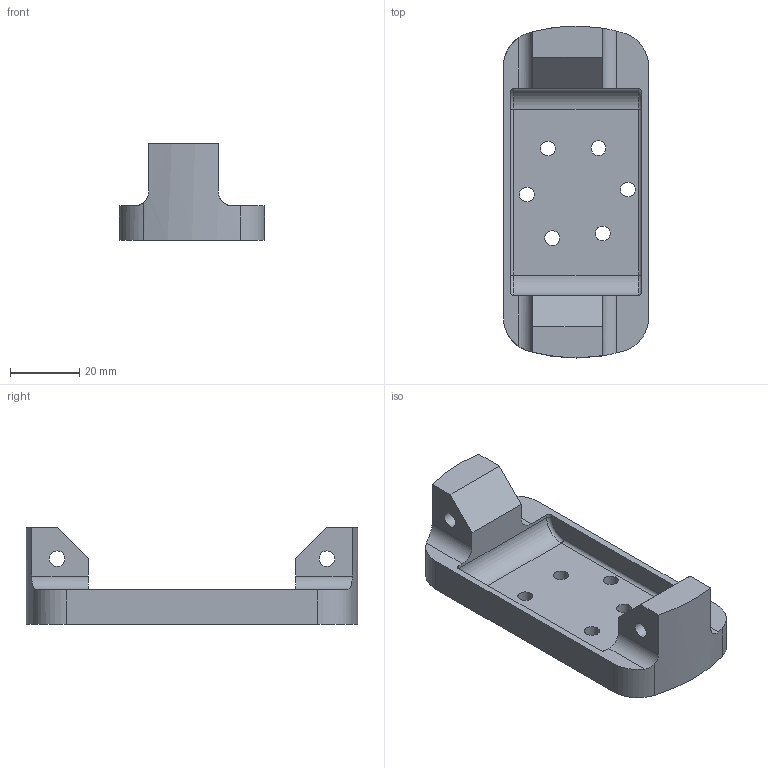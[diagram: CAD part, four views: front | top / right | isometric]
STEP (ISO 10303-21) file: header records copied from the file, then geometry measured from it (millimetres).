
FILE_DESCRIPTION(/* description */ (''),/* implementation_level */ '2;1');
FILE_NAME(/* name */ '2023.001.031.004 - Кронштейн.stp',/* time_stamp */ '2023-11-01T20:46:04+03:00',/* author */ (''),/* organization */ (''),/* preprocessor_version */ 'ST-DEVELOPER v16.7',/* originating_system */ 'SIEMENS PLM Software NX 12.0',/* authorisation */ '');
FILE_SCHEMA (('AUTOMOTIVE_DESIGN { 1 0 10303 214 3 1 1 1 }'));
Length unit declared in the file: millimetre
Products named in the file (1): 2023.001.031.004 - Кронштейн
Bounding box: 42 x 96 x 28 mm (x, y, z)
Volume: 33767.1 mm3; surface area: 14131.2 mm2
Topology: 1 solids, 1 shells, 48 faces, 132 edges, 86 vertices
Faces by surface type: cylinder 26, plane 18, torus 4
Full cylindrical faces by diameter (mm): 4.3 x6, 4.5 x2
Entity records: 1582 total; most frequent: CARTESIAN_POINT 309, DIRECTION 268, ORIENTED_EDGE 244, EDGE_CURVE 122, AXIS2_PLACEMENT_3D 103, VERTEX_POINT 84, EDGE_LOOP 72, LINE 62
